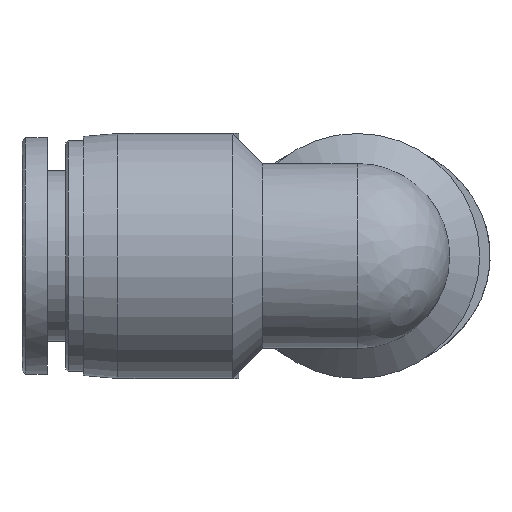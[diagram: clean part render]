
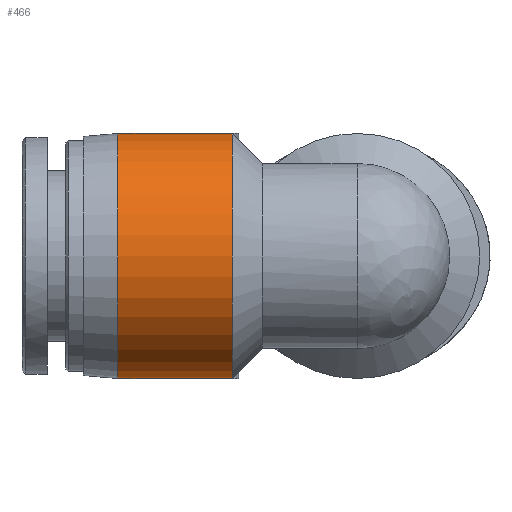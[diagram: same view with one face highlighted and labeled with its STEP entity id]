
A CAD part, left-side view. The second image highlights one B-rep face of the part: STEP entity #466.
In plain terms, the highlighted cylindrical face has radius 10.6 mm (diameter 21.2 mm), a full revolution.
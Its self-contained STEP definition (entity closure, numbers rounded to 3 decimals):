
#151=CARTESIAN_POINT('',(10.6,15.582,0.));
#152=VERTEX_POINT('',#151);
#153=CARTESIAN_POINT('',(10.6,15.582,0.));
#154=CARTESIAN_POINT('',(10.6,15.582,-0.436));
#155=CARTESIAN_POINT('',(10.57,15.523,-0.907));
#156=CARTESIAN_POINT('',(10.488,15.317,-1.552));
#157=CARTESIAN_POINT('',(10.455,15.229,-1.757));
#158=CARTESIAN_POINT('',(10.386,15.007,-2.129));
#159=CARTESIAN_POINT('',(10.349,14.874,-2.296));
#160=CARTESIAN_POINT('',(10.299,14.612,-2.509));
#161=CARTESIAN_POINT('',(10.281,14.498,-2.58));
#162=CARTESIAN_POINT('',(10.257,14.254,-2.677));
#163=CARTESIAN_POINT('',(10.25,14.123,-2.701));
#164=CARTESIAN_POINT('',(10.25,13.877,-2.701));
#165=CARTESIAN_POINT('',(10.257,13.746,-2.677));
#166=CARTESIAN_POINT('',(10.281,13.502,-2.58));
#167=CARTESIAN_POINT('',(10.299,13.388,-2.509));
#168=CARTESIAN_POINT('',(10.349,13.126,-2.296));
#169=CARTESIAN_POINT('',(10.386,12.993,-2.129));
#170=CARTESIAN_POINT('',(10.455,12.771,-1.757));
#171=CARTESIAN_POINT('',(10.488,12.683,-1.552));
#172=CARTESIAN_POINT('',(10.57,12.477,-0.907));
#173=CARTESIAN_POINT('',(10.6,12.418,-0.436));
#174=CARTESIAN_POINT('',(10.6,12.418,0.436));
#175=CARTESIAN_POINT('',(10.57,12.477,0.907));
#176=CARTESIAN_POINT('',(10.488,12.683,1.552));
#177=CARTESIAN_POINT('',(10.455,12.771,1.757));
#178=CARTESIAN_POINT('',(10.386,12.993,2.129));
#179=CARTESIAN_POINT('',(10.349,13.126,2.296));
#180=CARTESIAN_POINT('',(10.299,13.388,2.509));
#181=CARTESIAN_POINT('',(10.281,13.502,2.58));
#182=CARTESIAN_POINT('',(10.257,13.746,2.677));
#183=CARTESIAN_POINT('',(10.25,13.877,2.701));
#184=CARTESIAN_POINT('',(10.25,14.123,2.701));
#185=CARTESIAN_POINT('',(10.257,14.254,2.677));
#186=CARTESIAN_POINT('',(10.281,14.498,2.58));
#187=CARTESIAN_POINT('',(10.299,14.612,2.509));
#188=CARTESIAN_POINT('',(10.349,14.874,2.296));
#189=CARTESIAN_POINT('',(10.386,15.007,2.129));
#190=CARTESIAN_POINT('',(10.455,15.229,1.757));
#191=CARTESIAN_POINT('',(10.488,15.317,1.552));
#192=CARTESIAN_POINT('',(10.57,15.523,0.907));
#193=CARTESIAN_POINT('',(10.6,15.582,0.436));
#194=CARTESIAN_POINT('',(10.6,15.582,0.));
#195=B_SPLINE_CURVE_WITH_KNOTS('',3,(#153,#154,#155,#156,#157,#158,#159,#160,#161,#162,#163,#164,#165,#166,#167,#168,#169,#170,#171,#172,#173,#174,#175,#176,#177,#178,#179,#180,#181,#182,#183,#184,#185,#186,#187,#188,#189,#190,#191,#192,#193,#194),.UNSPECIFIED.,.T.,.U.,(4,2,2,2,2,2,2,2,2,2,2,2,2,2,2,2,2,2,2,2,4),(0.0,0.131,0.196,0.262,0.299,0.336,0.373,0.41,0.475,0.541,0.672,0.802,0.868,0.933,0.97,1.007,1.044,1.081,1.147,1.212,1.343),.UNSPECIFIED.);
#196=EDGE_CURVE('',#152,#152,#195,.T.);
#429=CARTESIAN_POINT('',(10.6,20.7,0.0));
#430=VERTEX_POINT('',#429);
#431=CARTESIAN_POINT('',(0.,20.7,0.0));
#432=DIRECTION('',(0.0,-1.0,0.0));
#433=DIRECTION('',(1.0,0.0,0.0));
#434=AXIS2_PLACEMENT_3D('',#431,#432,#433);
#435=CIRCLE('',#434,10.6);
#436=EDGE_CURVE('',#430,#430,#435,.T.);
#444=CARTESIAN_POINT('',(0.,15.75,0.0));
#445=DIRECTION('',(0.,-1.0,0.0));
#446=DIRECTION('',(1.0,0.0,0.0));
#447=AXIS2_PLACEMENT_3D('',#444,#445,#446);
#448=CYLINDRICAL_SURFACE('',#447,10.6);
#449=CARTESIAN_POINT('',(10.6,10.8,0.0));
#450=VERTEX_POINT('',#449);
#451=CARTESIAN_POINT('',(0.,10.8,0.0));
#452=DIRECTION('',(0.0,-1.0,0.0));
#453=DIRECTION('',(1.0,0.0,0.0));
#454=AXIS2_PLACEMENT_3D('',#451,#452,#453);
#455=CIRCLE('',#454,10.6);
#456=EDGE_CURVE('',#450,#450,#455,.T.);
#457=ORIENTED_EDGE('',*,*,#456,.F.);
#458=EDGE_LOOP('',(#457));
#459=FACE_OUTER_BOUND('',#458,.T.);
#460=ORIENTED_EDGE('',*,*,#196,.T.);
#461=EDGE_LOOP('',(#460));
#462=FACE_BOUND('',#461,.T.);
#463=ORIENTED_EDGE('',*,*,#436,.T.);
#464=EDGE_LOOP('',(#463));
#465=FACE_BOUND('',#464,.T.);
#466=ADVANCED_FACE('',(#459,#462,#465),#448,.T.);
